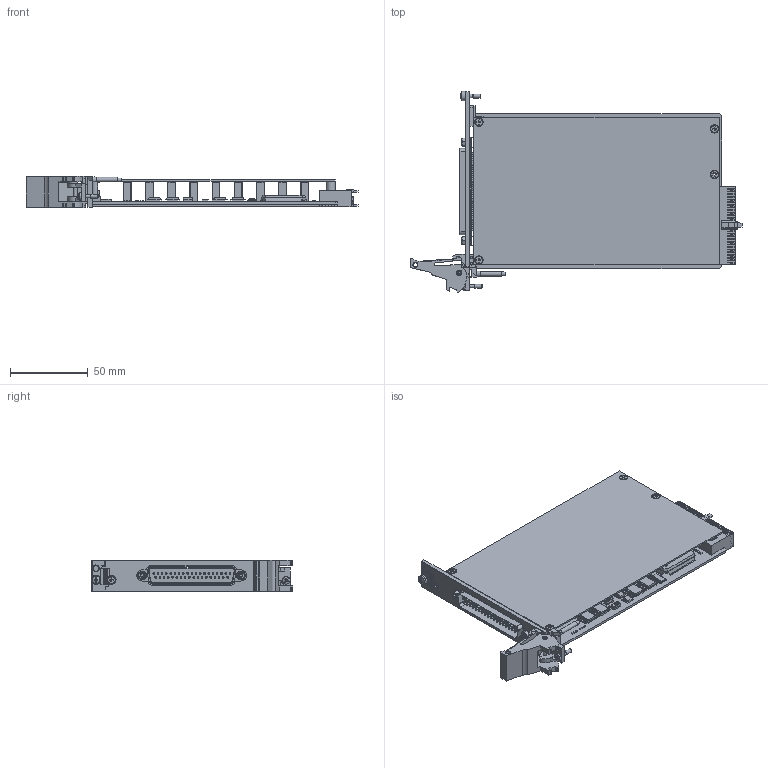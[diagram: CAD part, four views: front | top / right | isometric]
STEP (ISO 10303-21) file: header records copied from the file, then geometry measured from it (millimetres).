
FILE_DESCRIPTION (( 'STEP AP214' ), '1' );
FILE_NAME ('40-331-003 Quad 6-1 High Voltage MUX.STEP', '2013-08-23T11:12:34', ( 'admin' ), ( '' ), 'SwSTEP 2.0', 'SolidWorks 2012', '' );
FILE_SCHEMA (( 'AUTOMOTIVE_DESIGN' ));
Length unit declared in the file: millimetre
Products named in the file (1): 40-331-003 Quad 6-1 High Voltage MUX
Bounding box: 214.01 x 129.67 x 20 mm (x, y, z)
Surface area: 107730.7 mm2 (no closed solid volume)
Topology: 0 solids, 407 shells, 2414 faces, 10535 edges, 8258 vertices
Faces by surface type: plane 1849, cylinder 473, torus 46, cone 37, sphere 6, bspline 3
Full cylindrical faces by diameter (mm): 0.313 x1, 0.6 x110, 1 x37, 1.5 x23, 2 x8, 2.05 x2, 2.208 x1, 2.5 x3, 2.6 x1, 2.7 x1, 2.8 x1, 3 x3, 4.35 x1, 4.7 x9, 5 x3, 5.3 x1, 5.7 x2, 5.85 x2, 5.9 x1, 6 x2
Entity records: 139148 total; most frequent: CARTESIAN_POINT 29483, DIRECTION 16560, ORIENTED_EDGE 13499, EDGE_CURVE 10122, VERTEX_POINT 8132, LINE 7314, VECTOR 7314, AXIS2_PLACEMENT_3D 4623
